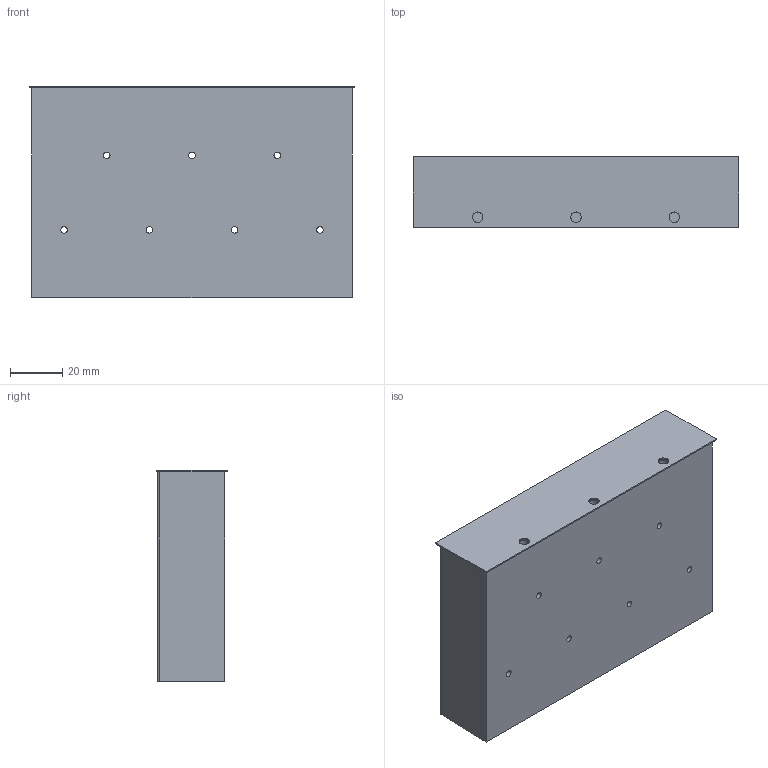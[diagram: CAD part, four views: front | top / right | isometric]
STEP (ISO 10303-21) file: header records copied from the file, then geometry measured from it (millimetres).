
FILE_DESCRIPTION (( 'STEP AP214' ), '1' );
FILE_NAME ('Ðàäèàòîð+èçîëÿòîð 122õ80.STEP', '2024-02-12T12:36:23', ( '' ), ( '' ), 'SwSTEP 2.0', 'SolidWorks 2021', '' );
FILE_SCHEMA (( 'AUTOMOTIVE_DESIGN' ));
Length unit declared in the file: millimetre
Products named in the file (1): Ðàäèàòîð+èçîëÿòîð 122õ80
Bounding box: 124 x 27 x 80.5 mm (x, y, z)
Volume: 91836.4 mm3; surface area: 71801.3 mm2
Topology: 2 solids, 2 shells, 155 faces, 392 edges, 252 vertices
Faces by surface type: plane 65, cylinder 62, cone 28
Entity records: 4823 total; most frequent: CARTESIAN_POINT 902, DIRECTION 842, ORIENTED_EDGE 784, EDGE_CURVE 392, AXIS2_PLACEMENT_3D 308, VERTEX_POINT 252, LINE 226, VECTOR 226
